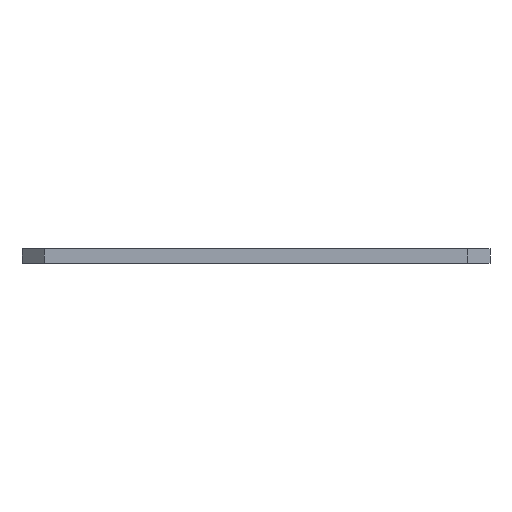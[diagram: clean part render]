
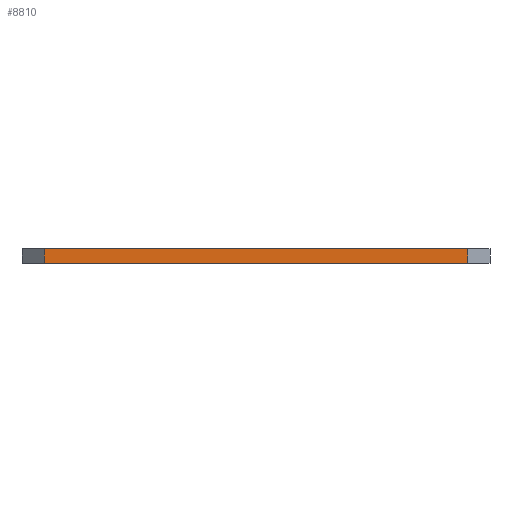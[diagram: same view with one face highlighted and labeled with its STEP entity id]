
A CAD part, front view. The second image highlights one B-rep face of the part: STEP entity #8810.
In plain terms, the highlighted planar face has unit normal (0, -1, 0).
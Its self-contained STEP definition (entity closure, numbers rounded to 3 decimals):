
#1163 = PLANE('',#1164);
#1164 = AXIS2_PLACEMENT_3D('',#1165,#1166,#1167);
#1165 = CARTESIAN_POINT('',(148.642,-105.274,1.6));
#1166 = DIRECTION('',(-0.,-0.,-1.));
#1167 = DIRECTION('',(-1.,0.,0.));
#1224 = PLANE('',#1225);
#1225 = AXIS2_PLACEMENT_3D('',#1226,#1227,#1228);
#1226 = CARTESIAN_POINT('',(148.642,-105.274,0.));
#1227 = DIRECTION('',(-0.,-0.,-1.));
#1228 = DIRECTION('',(-1.,0.,0.));
#1326 = VERTEX_POINT('',#1327);
#1327 = CARTESIAN_POINT('',(172.631,-134.849,1.6));
#1341 = PLANE('',#1342);
#1342 = AXIS2_PLACEMENT_3D('',#1343,#1344,#1345);
#1343 = CARTESIAN_POINT('',(175.171,-132.309,0.));
#1344 = DIRECTION('',(0.707,-0.707,0.));
#1345 = DIRECTION('',(-0.707,-0.707,0.));
#1353 = EDGE_CURVE('',#1326,#1354,#1356,.T.);
#1354 = VERTEX_POINT('',#1355);
#1355 = CARTESIAN_POINT('',(124.371,-134.849,1.6));
#1356 = SURFACE_CURVE('',#1357,(#1361,#1368),.PCURVE_S1.);
#1357 = LINE('',#1358,#1359);
#1358 = CARTESIAN_POINT('',(172.631,-134.849,1.6));
#1359 = VECTOR('',#1360,1.);
#1360 = DIRECTION('',(-1.,0.,0.));
#1361 = PCURVE('',#1163,#1362);
#1362 = DEFINITIONAL_REPRESENTATION('',(#1363),#1367);
#1363 = LINE('',#1364,#1365);
#1364 = CARTESIAN_POINT('',(-23.989,-29.574));
#1365 = VECTOR('',#1366,1.);
#1366 = DIRECTION('',(1.,0.));
#1367 = ( GEOMETRIC_REPRESENTATION_CONTEXT(2) 
PARAMETRIC_REPRESENTATION_CONTEXT() REPRESENTATION_CONTEXT('2D SPACE',''
  ) );
#1368 = PCURVE('',#1369,#1374);
#1369 = PLANE('',#1370);
#1370 = AXIS2_PLACEMENT_3D('',#1371,#1372,#1373);
#1371 = CARTESIAN_POINT('',(172.631,-134.849,0.));
#1372 = DIRECTION('',(0.,-1.,0.));
#1373 = DIRECTION('',(-1.,0.,0.));
#1374 = DEFINITIONAL_REPRESENTATION('',(#1375),#1379);
#1375 = LINE('',#1376,#1377);
#1376 = CARTESIAN_POINT('',(0.,-1.6));
#1377 = VECTOR('',#1378,1.);
#1378 = DIRECTION('',(1.,0.));
#1379 = ( GEOMETRIC_REPRESENTATION_CONTEXT(2) 
PARAMETRIC_REPRESENTATION_CONTEXT() REPRESENTATION_CONTEXT('2D SPACE',''
  ) );
#1397 = PLANE('',#1398);
#1398 = AXIS2_PLACEMENT_3D('',#1399,#1400,#1401);
#1399 = CARTESIAN_POINT('',(124.371,-134.849,0.));
#1400 = DIRECTION('',(-0.707,-0.707,0.));
#1401 = DIRECTION('',(-0.707,0.707,0.));
#5233 = VERTEX_POINT('',#5234);
#5234 = CARTESIAN_POINT('',(172.631,-134.849,0.));
#5255 = EDGE_CURVE('',#5233,#5256,#5258,.T.);
#5256 = VERTEX_POINT('',#5257);
#5257 = CARTESIAN_POINT('',(124.371,-134.849,0.));
#5258 = SURFACE_CURVE('',#5259,(#5263,#5270),.PCURVE_S1.);
#5259 = LINE('',#5260,#5261);
#5260 = CARTESIAN_POINT('',(172.631,-134.849,0.));
#5261 = VECTOR('',#5262,1.);
#5262 = DIRECTION('',(-1.,0.,0.));
#5263 = PCURVE('',#1224,#5264);
#5264 = DEFINITIONAL_REPRESENTATION('',(#5265),#5269);
#5265 = LINE('',#5266,#5267);
#5266 = CARTESIAN_POINT('',(-23.989,-29.574));
#5267 = VECTOR('',#5268,1.);
#5268 = DIRECTION('',(1.,0.));
#5269 = ( GEOMETRIC_REPRESENTATION_CONTEXT(2) 
PARAMETRIC_REPRESENTATION_CONTEXT() REPRESENTATION_CONTEXT('2D SPACE',''
  ) );
#5270 = PCURVE('',#1369,#5271);
#5271 = DEFINITIONAL_REPRESENTATION('',(#5272),#5276);
#5272 = LINE('',#5273,#5274);
#5273 = CARTESIAN_POINT('',(0.,-0.));
#5274 = VECTOR('',#5275,1.);
#5275 = DIRECTION('',(1.,0.));
#5276 = ( GEOMETRIC_REPRESENTATION_CONTEXT(2) 
PARAMETRIC_REPRESENTATION_CONTEXT() REPRESENTATION_CONTEXT('2D SPACE',''
  ) );
#8762 = EDGE_CURVE('',#5233,#1326,#8763,.T.);
#8763 = SURFACE_CURVE('',#8764,(#8768,#8775),.PCURVE_S1.);
#8764 = LINE('',#8765,#8766);
#8765 = CARTESIAN_POINT('',(172.631,-134.849,0.));
#8766 = VECTOR('',#8767,1.);
#8767 = DIRECTION('',(0.,0.,1.));
#8768 = PCURVE('',#1341,#8769);
#8769 = DEFINITIONAL_REPRESENTATION('',(#8770),#8774);
#8770 = LINE('',#8771,#8772);
#8771 = CARTESIAN_POINT('',(3.592,0.));
#8772 = VECTOR('',#8773,1.);
#8773 = DIRECTION('',(0.,-1.));
#8774 = ( GEOMETRIC_REPRESENTATION_CONTEXT(2) 
PARAMETRIC_REPRESENTATION_CONTEXT() REPRESENTATION_CONTEXT('2D SPACE',''
  ) );
#8775 = PCURVE('',#1369,#8776);
#8776 = DEFINITIONAL_REPRESENTATION('',(#8777),#8781);
#8777 = LINE('',#8778,#8779);
#8778 = CARTESIAN_POINT('',(0.,-0.));
#8779 = VECTOR('',#8780,1.);
#8780 = DIRECTION('',(0.,-1.));
#8781 = ( GEOMETRIC_REPRESENTATION_CONTEXT(2) 
PARAMETRIC_REPRESENTATION_CONTEXT() REPRESENTATION_CONTEXT('2D SPACE',''
  ) );
#8810 = ADVANCED_FACE('',(#8811),#1369,.T.);
#8811 = FACE_BOUND('',#8812,.T.);
#8812 = EDGE_LOOP('',(#8813,#8814,#8815,#8836));
#8813 = ORIENTED_EDGE('',*,*,#8762,.T.);
#8814 = ORIENTED_EDGE('',*,*,#1353,.T.);
#8815 = ORIENTED_EDGE('',*,*,#8816,.F.);
#8816 = EDGE_CURVE('',#5256,#1354,#8817,.T.);
#8817 = SURFACE_CURVE('',#8818,(#8822,#8829),.PCURVE_S1.);
#8818 = LINE('',#8819,#8820);
#8819 = CARTESIAN_POINT('',(124.371,-134.849,0.));
#8820 = VECTOR('',#8821,1.);
#8821 = DIRECTION('',(0.,0.,1.));
#8822 = PCURVE('',#1369,#8823);
#8823 = DEFINITIONAL_REPRESENTATION('',(#8824),#8828);
#8824 = LINE('',#8825,#8826);
#8825 = CARTESIAN_POINT('',(48.26,0.));
#8826 = VECTOR('',#8827,1.);
#8827 = DIRECTION('',(0.,-1.));
#8828 = ( GEOMETRIC_REPRESENTATION_CONTEXT(2) 
PARAMETRIC_REPRESENTATION_CONTEXT() REPRESENTATION_CONTEXT('2D SPACE',''
  ) );
#8829 = PCURVE('',#1397,#8830);
#8830 = DEFINITIONAL_REPRESENTATION('',(#8831),#8835);
#8831 = LINE('',#8832,#8833);
#8832 = CARTESIAN_POINT('',(0.,0.));
#8833 = VECTOR('',#8834,1.);
#8834 = DIRECTION('',(0.,-1.));
#8835 = ( GEOMETRIC_REPRESENTATION_CONTEXT(2) 
PARAMETRIC_REPRESENTATION_CONTEXT() REPRESENTATION_CONTEXT('2D SPACE',''
  ) );
#8836 = ORIENTED_EDGE('',*,*,#5255,.F.);
